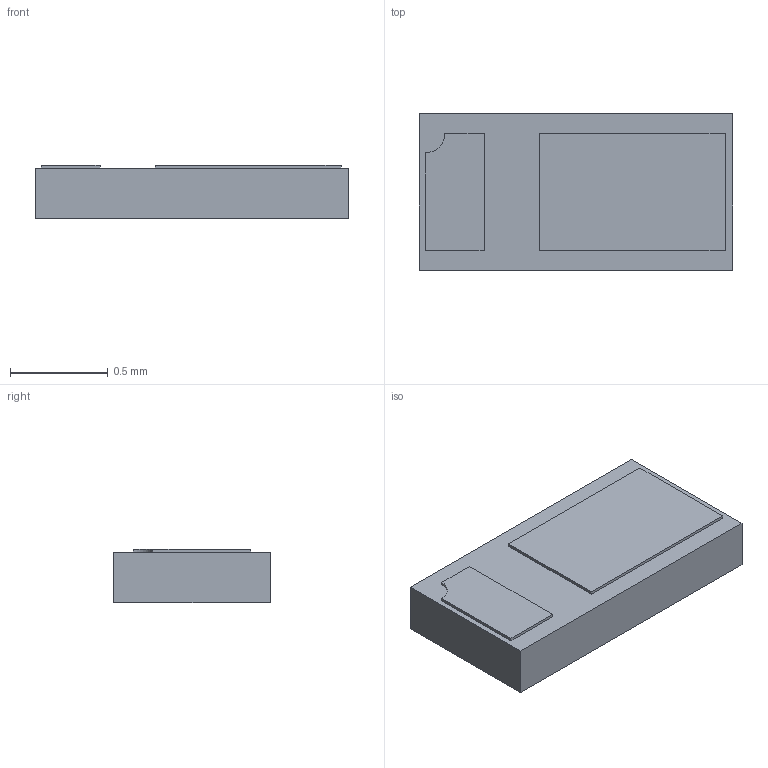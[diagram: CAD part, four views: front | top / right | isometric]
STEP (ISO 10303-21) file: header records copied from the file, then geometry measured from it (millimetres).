
FILE_DESCRIPTION(/* description */ ('Unknown'),/* implementation_level */ '2;1');
FILE_NAME(/* name */ 'X3-WLB1608-2',/* time_stamp */ '2021-05-13T09:29:43+08:00',/* author */ ('Unknown'),/* organization */ ('Unknown'),/* preprocessor_version */ 'ST-DEVELOPER v16.7',/* originating_system */ 'DEX',/* authorisation */ $);
FILE_SCHEMA (('AUTOMOTIVE_DESIGN {1 0 10303 214 3 1 1}'));
Length unit declared in the file: millimetre
Products named in the file (3): X3-WLB1608-2; Bump; Chip
Assembly tree (2 placements, depth 2):
  X3-WLB1608-2
    Bump
    Chip
Bounding box: 1.6 x 0.8 x 0.28 mm (x, y, z)
Volume: 0.3 mm3; surface area: 5.4 mm2
Topology: 3 solids, 3 shells, 19 faces, 39 edges, 26 vertices
Faces by surface type: plane 18, cylinder 1
Entity records: 576 total; most frequent: CARTESIAN_POINT 87, DIRECTION 85, ORIENTED_EDGE 78, EDGE_CURVE 39, LINE 37, VECTOR 37, VERTEX_POINT 26, AXIS2_PLACEMENT_3D 24
